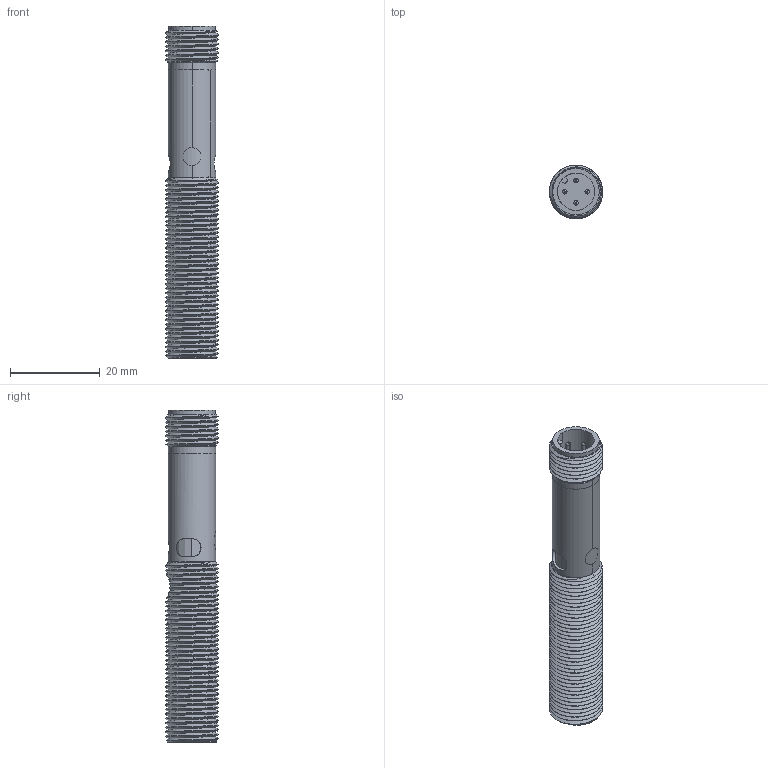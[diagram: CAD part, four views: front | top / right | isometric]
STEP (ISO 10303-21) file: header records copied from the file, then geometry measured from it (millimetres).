
FILE_DESCRIPTION((''),'2;1');
FILE_NAME('137700_SW','2008-01-07T',('banengservice'),('BANNER ENGINEERING'),'PRO/ENGINEER BY PARAMETRIC TECHNOLOGY CORPORATION, 2006170','PRO/ENGINEER BY PARAMETRIC TECHNOLOGY CORPORATION, 2006170','');
FILE_SCHEMA(('CONFIG_CONTROL_DESIGN'));
Products named in the file (1): 137700_SW
Bounding box: 11.88 x 11.88 x 74 mm (x, y, z)
Volume: 2788.7 mm3; surface area: 10295.3 mm2
Topology: 5 solids, 6 shells, 541 faces, 1404 edges, 890 vertices
Faces by surface type: cylinder 221, plane 166, bspline 74, cone 41, torus 31, sphere 6, revolution 2
Entity records: 40860 total; most frequent: CARTESIAN_POINT 28259, ORIENTED_EDGE 2804, DIRECTION 2349, EDGE_CURVE 1402, VERTEX_POINT 890, AXIS2_PLACEMENT_3D 883, EDGE_LOOP 584, VECTOR 581
